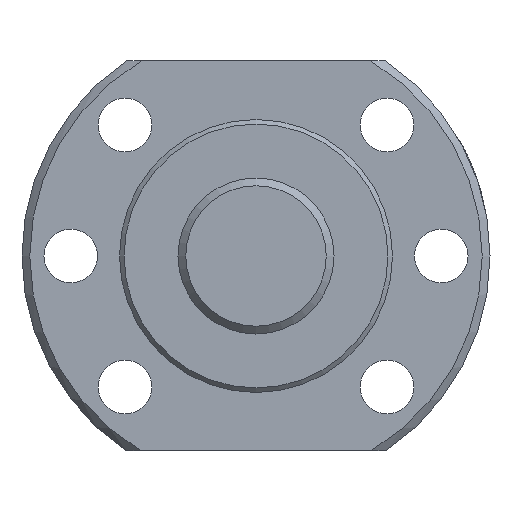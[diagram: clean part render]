
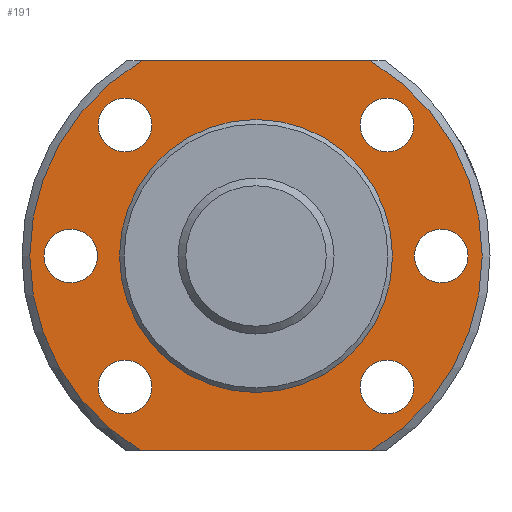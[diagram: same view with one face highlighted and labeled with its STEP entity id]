
A CAD part, left-side view. The second image highlights one B-rep face of the part: STEP entity #191.
In plain terms, the highlighted planar face has unit normal (-1, 0, 0).
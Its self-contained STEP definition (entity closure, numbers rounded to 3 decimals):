
#191 = ADVANCED_FACE( '', ( #275, #276, #277, #278, #279, #280, #281, #282 ), #283, .T. );
#275 = FACE_BOUND( '', #400, .T. );
#276 = FACE_BOUND( '', #401, .T. );
#277 = FACE_OUTER_BOUND( '', #402, .T. );
#278 = FACE_BOUND( '', #403, .T. );
#279 = FACE_BOUND( '', #404, .T. );
#280 = FACE_BOUND( '', #405, .T. );
#281 = FACE_BOUND( '', #406, .T. );
#282 = FACE_BOUND( '', #407, .T. );
#283 = PLANE( '', #408 );
#400 = EDGE_LOOP( '', ( #568 ) );
#401 = EDGE_LOOP( '', ( #569 ) );
#402 = EDGE_LOOP( '', ( #570, #571, #572, #573 ) );
#403 = EDGE_LOOP( '', ( #574 ) );
#404 = EDGE_LOOP( '', ( #575 ) );
#405 = EDGE_LOOP( '', ( #576 ) );
#406 = EDGE_LOOP( '', ( #577 ) );
#407 = EDGE_LOOP( '', ( #578 ) );
#408 = AXIS2_PLACEMENT_3D( '', #579, #580, #581 );
#568 = ORIENTED_EDGE( '', *, *, #730, .T. );
#569 = ORIENTED_EDGE( '', *, *, #727, .T. );
#570 = ORIENTED_EDGE( '', *, *, #731, .F. );
#571 = ORIENTED_EDGE( '', *, *, #732, .F. );
#572 = ORIENTED_EDGE( '', *, *, #733, .F. );
#573 = ORIENTED_EDGE( '', *, *, #734, .F. );
#574 = ORIENTED_EDGE( '', *, *, #717, .T. );
#575 = ORIENTED_EDGE( '', *, *, #719, .T. );
#576 = ORIENTED_EDGE( '', *, *, #721, .T. );
#577 = ORIENTED_EDGE( '', *, *, #723, .T. );
#578 = ORIENTED_EDGE( '', *, *, #725, .T. );
#579 = CARTESIAN_POINT( '', ( 5., 23.2, 0. ) );
#580 = DIRECTION( '', ( -1., 0., 0. ) );
#581 = DIRECTION( '', ( 0., 0., 1. ) );
#717 = EDGE_CURVE( '', #793, #793, #794, .T. );
#719 = EDGE_CURVE( '', #797, #797, #798, .T. );
#721 = EDGE_CURVE( '', #801, #801, #802, .T. );
#723 = EDGE_CURVE( '', #805, #805, #806, .T. );
#725 = EDGE_CURVE( '', #809, #809, #810, .T. );
#727 = EDGE_CURVE( '', #813, #813, #814, .F. );
#730 = EDGE_CURVE( '', #819, #819, #820, .T. );
#731 = EDGE_CURVE( '', #821, #822, #823, .T. );
#732 = EDGE_CURVE( '', #824, #821, #825, .T. );
#733 = EDGE_CURVE( '', #826, #824, #827, .T. );
#734 = EDGE_CURVE( '', #822, #826, #828, .T. );
#793 = VERTEX_POINT( '', #968 );
#794 = CIRCLE( '', #969, 2.75 );
#797 = VERTEX_POINT( '', #972 );
#798 = CIRCLE( '', #973, 2.75 );
#801 = VERTEX_POINT( '', #976 );
#802 = CIRCLE( '', #977, 2.75 );
#805 = VERTEX_POINT( '', #980 );
#806 = CIRCLE( '', #981, 2.75 );
#809 = VERTEX_POINT( '', #984 );
#810 = CIRCLE( '', #985, 2.75 );
#813 = VERTEX_POINT( '', #988 );
#814 = CIRCLE( '', #989, 2.75 );
#819 = VERTEX_POINT( '', #994 );
#820 = CIRCLE( '', #995, 14. );
#821 = VERTEX_POINT( '', #996 );
#822 = VERTEX_POINT( '', #997 );
#823 = LINE( '', #998, #999 );
#824 = VERTEX_POINT( '', #1000 );
#825 = CIRCLE( '', #1001, 23.2 );
#826 = VERTEX_POINT( '', #1002 );
#827 = LINE( '', #1003, #1004 );
#828 = CIRCLE( '', #1005, 23.2 );
#968 = CARTESIAN_POINT( '', ( 5., -13.435, -16.185 ) );
#969 = AXIS2_PLACEMENT_3D( '', #1185, #1186, #1187 );
#972 = CARTESIAN_POINT( '', ( 5., 13.435, 10.685 ) );
#973 = AXIS2_PLACEMENT_3D( '', #1191, #1192, #1193 );
#976 = CARTESIAN_POINT( '', ( 5., -13.435, 10.685 ) );
#977 = AXIS2_PLACEMENT_3D( '', #1197, #1198, #1199 );
#980 = CARTESIAN_POINT( '', ( 5., 13.435, -16.185 ) );
#981 = AXIS2_PLACEMENT_3D( '', #1203, #1204, #1205 );
#984 = CARTESIAN_POINT( '', ( 5., -19., -2.75 ) );
#985 = AXIS2_PLACEMENT_3D( '', #1209, #1210, #1211 );
#988 = CARTESIAN_POINT( '', ( 5., 19., 2.75 ) );
#989 = AXIS2_PLACEMENT_3D( '', #1215, #1216, #1217 );
#994 = CARTESIAN_POINT( '', ( 5., 0., -14. ) );
#995 = AXIS2_PLACEMENT_3D( '', #1224, #1225, #1226 );
#996 = CARTESIAN_POINT( '', ( 5., 11.758, 20. ) );
#997 = CARTESIAN_POINT( '', ( 5., -11.758, 20. ) );
#998 = CARTESIAN_POINT( '', ( 5., 23.2, 20. ) );
#999 = VECTOR( '', #1227, 1000. );
#1000 = CARTESIAN_POINT( '', ( 5., 11.758, -20. ) );
#1001 = AXIS2_PLACEMENT_3D( '', #1228, #1229, #1230 );
#1002 = CARTESIAN_POINT( '', ( 5., -11.758, -20. ) );
#1003 = CARTESIAN_POINT( '', ( 5., 23.2, -20. ) );
#1004 = VECTOR( '', #1231, 1000. );
#1005 = AXIS2_PLACEMENT_3D( '', #1232, #1233, #1234 );
#1185 = CARTESIAN_POINT( '', ( 5., -13.435, -13.435 ) );
#1186 = DIRECTION( '', ( 1., 0., 0. ) );
#1187 = DIRECTION( '', ( 0., 0., -1. ) );
#1191 = CARTESIAN_POINT( '', ( 5., 13.435, 13.435 ) );
#1192 = DIRECTION( '', ( 1., 0., 0. ) );
#1193 = DIRECTION( '', ( 0., 0., -1. ) );
#1197 = CARTESIAN_POINT( '', ( 5., -13.435, 13.435 ) );
#1198 = DIRECTION( '', ( 1., 0., 0. ) );
#1199 = DIRECTION( '', ( 0., 0., -1. ) );
#1203 = CARTESIAN_POINT( '', ( 5., 13.435, -13.435 ) );
#1204 = DIRECTION( '', ( 1., 0., 0. ) );
#1205 = DIRECTION( '', ( 0., 0., -1. ) );
#1209 = CARTESIAN_POINT( '', ( 5., -19., 0. ) );
#1210 = DIRECTION( '', ( 1., 0., 0. ) );
#1211 = DIRECTION( '', ( 0., 0., -1. ) );
#1215 = CARTESIAN_POINT( '', ( 5., 19., 0. ) );
#1216 = DIRECTION( '', ( -1., 0., 0. ) );
#1217 = DIRECTION( '', ( 0., 0., 1. ) );
#1224 = CARTESIAN_POINT( '', ( 5., 0., 0. ) );
#1225 = DIRECTION( '', ( 1., 0., 0. ) );
#1226 = DIRECTION( '', ( 0., 0., -1. ) );
#1227 = DIRECTION( '', ( 0., -1., 0. ) );
#1228 = CARTESIAN_POINT( '', ( 5., 0., 0. ) );
#1229 = DIRECTION( '', ( 1., 0., 0. ) );
#1230 = DIRECTION( '', ( 0., 0., -1. ) );
#1231 = DIRECTION( '', ( 0., 1., 0. ) );
#1232 = CARTESIAN_POINT( '', ( 5., 0., 0. ) );
#1233 = DIRECTION( '', ( 1., 0., 0. ) );
#1234 = DIRECTION( '', ( 0., 0., -1. ) );
